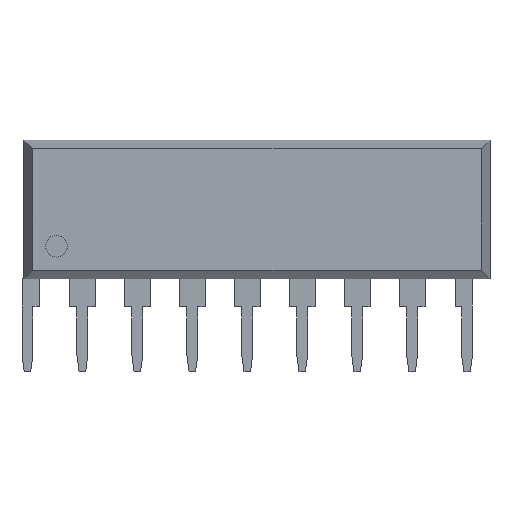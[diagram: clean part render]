
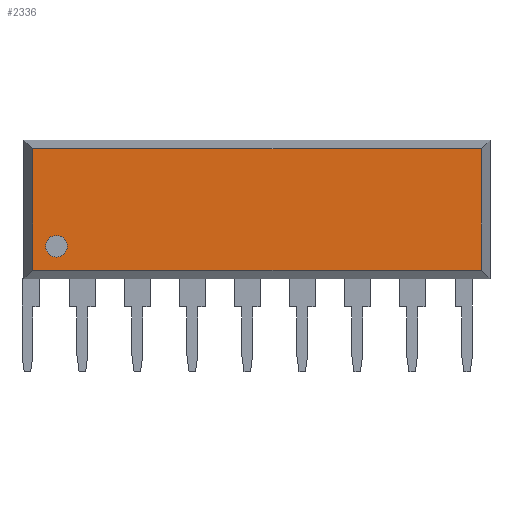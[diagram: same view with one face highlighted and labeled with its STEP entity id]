
A CAD part, front view. The second image highlights one B-rep face of the part: STEP entity #2336.
In plain terms, the highlighted planar face has unit normal (0, -1, 0).
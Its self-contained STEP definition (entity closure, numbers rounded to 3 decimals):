
#579 = VERTEX_POINT('',#580);
#580 = CARTESIAN_POINT('',(0.24,-1.5,1.7));
#588 = VERTEX_POINT('',#589);
#589 = CARTESIAN_POINT('',(0.24,-1.5,7.3));
#595 = EDGE_CURVE('',#579,#588,#596,.T.);
#596 = LINE('',#597,#598);
#597 = CARTESIAN_POINT('',(0.24,-1.5,1.7));
#598 = VECTOR('',#599,1.);
#599 = DIRECTION('',(0.,0.,1.));
#626 = EDGE_CURVE('',#579,#627,#629,.T.);
#627 = VERTEX_POINT('',#628);
#628 = CARTESIAN_POINT('',(20.98,-1.5,1.7));
#629 = LINE('',#630,#631);
#630 = CARTESIAN_POINT('',(-0.16,-1.5,1.7));
#631 = VECTOR('',#632,1.);
#632 = DIRECTION('',(1.,0.,0.));
#2299 = EDGE_CURVE('',#588,#2300,#2302,.T.);
#2300 = VERTEX_POINT('',#2301);
#2301 = CARTESIAN_POINT('',(20.98,-1.5,7.3));
#2302 = LINE('',#2303,#2304);
#2303 = CARTESIAN_POINT('',(-0.16,-1.5,7.3));
#2304 = VECTOR('',#2305,1.);
#2305 = DIRECTION('',(1.,0.,0.));
#2336 = ADVANCED_FACE('',(#2337,#2348),#2359,.F.);
#2337 = FACE_BOUND('',#2338,.F.);
#2338 = EDGE_LOOP('',(#2339,#2340,#2341,#2342));
#2339 = ORIENTED_EDGE('',*,*,#626,.F.);
#2340 = ORIENTED_EDGE('',*,*,#595,.T.);
#2341 = ORIENTED_EDGE('',*,*,#2299,.T.);
#2342 = ORIENTED_EDGE('',*,*,#2343,.F.);
#2343 = EDGE_CURVE('',#627,#2300,#2344,.T.);
#2344 = LINE('',#2345,#2346);
#2345 = CARTESIAN_POINT('',(20.98,-1.5,1.7));
#2346 = VECTOR('',#2347,1.);
#2347 = DIRECTION('',(0.,0.,1.));
#2348 = FACE_BOUND('',#2349,.F.);
#2349 = EDGE_LOOP('',(#2350));
#2350 = ORIENTED_EDGE('',*,*,#2351,.T.);
#2351 = EDGE_CURVE('',#2352,#2352,#2354,.T.);
#2352 = VERTEX_POINT('',#2353);
#2353 = CARTESIAN_POINT('',(1.84,-1.5,2.8));
#2354 = CIRCLE('',#2355,0.5);
#2355 = AXIS2_PLACEMENT_3D('',#2356,#2357,#2358);
#2356 = CARTESIAN_POINT('',(1.34,-1.5,2.8));
#2357 = DIRECTION('',(0.,-1.,0.));
#2358 = DIRECTION('',(1.,0.,0.));
#2359 = PLANE('',#2360);
#2360 = AXIS2_PLACEMENT_3D('',#2361,#2362,#2363);
#2361 = CARTESIAN_POINT('',(-0.16,-1.5,1.3));
#2362 = DIRECTION('',(0.,1.,0.));
#2363 = DIRECTION('',(1.,0.,0.));
